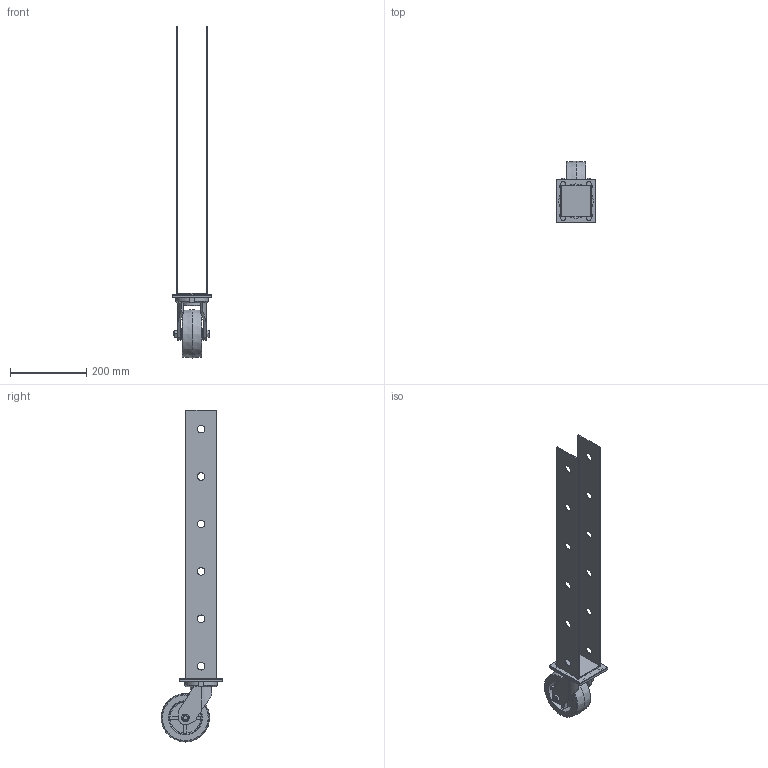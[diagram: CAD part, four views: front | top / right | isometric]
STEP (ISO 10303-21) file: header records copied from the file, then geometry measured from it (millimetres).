
FILE_DESCRIPTION(/* description */ (''),/* implementation_level */ '2;1');
FILE_NAME(/* name */ 'wheel stand v3.step',/* time_stamp */ '2023-12-15T18:32:30+05:30',/* author */ (''),/* organization */ (''),/* preprocessor_version */ 'ST-DEVELOPER v20',/* originating_system */ 'Autodesk Translation Framework v12.14.0.127',/* authorisation */ '');
FILE_SCHEMA (('AUTOMOTIVE_DESIGN { 1 0 10303 214 3 1 1 }'));
Length unit declared in the file: millimetre
Products named in the file (4): wheel stand; Component1; 30305T72_Samson Caster with 4-1-2 x 4 Mounting Plate; Component3
Assembly tree (3 placements, depth 2):
  wheel stand
    Component1
    30305T72_Samson Caster with 4-1-2 x 4 Mounting Plate
    Component3
Bounding box: 101.6 x 161.93 x 870.1 mm (x, y, z)
Volume: 988707.6 mm3; surface area: 406044.8 mm2
Topology: 9 solids, 9 shells, 269 faces, 670 edges, 436 vertices
Faces by surface type: plane 149, torus 46, cylinder 41, cone 33
Full cylindrical faces by diameter (mm): 12.7 x5, 15.875 x3, 19.05 x1, 20 x12, 55.88 x2
Entity records: 9006 total; most frequent: CARTESIAN_POINT 2558, ORIENTED_EDGE 1340, DIRECTION 1288, EDGE_CURVE 670, AXIS2_PLACEMENT_3D 521, VERTEX_POINT 436, EDGE_LOOP 332, FACE_OUTER_BOUND 269
